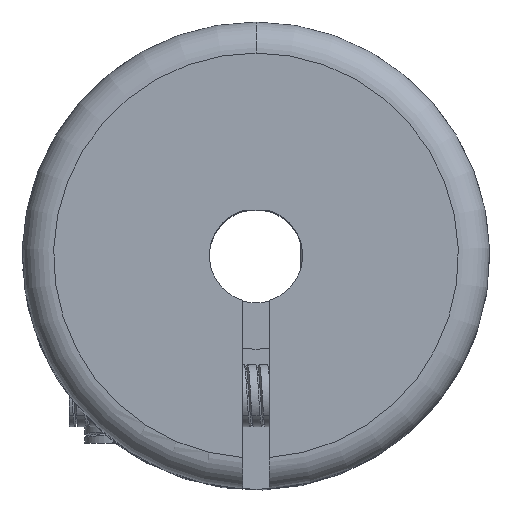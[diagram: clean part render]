
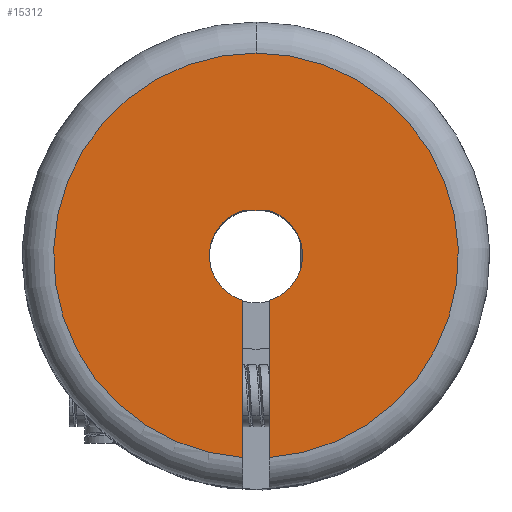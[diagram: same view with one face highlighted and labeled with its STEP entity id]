
A CAD part, top view. The second image highlights one B-rep face of the part: STEP entity #15312.
In plain terms, the highlighted face is planar.
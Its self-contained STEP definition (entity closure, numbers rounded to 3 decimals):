
#253 = EDGE_CURVE ( 'NONE', #1539, #13195, #10855, .T. ) ;
#503 = ORIENTED_EDGE ( 'NONE', *, *, #11035, .T. ) ;
#1042 = VERTEX_POINT ( 'NONE', #9836 ) ;
#1133 = LINE ( 'NONE', #15134, #12786 ) ;
#1539 = VERTEX_POINT ( 'NONE', #2576 ) ;
#1757 = ORIENTED_EDGE ( 'NONE', *, *, #8940, .T. ) ;
#2031 = VECTOR ( 'NONE', #17269, 1000. ) ;
#2165 = AXIS2_PLACEMENT_3D ( 'NONE', #17138, #15532, #5579 ) ;
#2576 = CARTESIAN_POINT ( 'NONE',  ( -12.972, -0.85, 0. ) ) ;
#2934 = ORIENTED_EDGE ( 'NONE', *, *, #21311, .T. ) ;
#3896 = PLANE ( 'NONE',  #2165 ) ;
#4024 = CARTESIAN_POINT ( 'NONE',  ( 0., 0., 0. ) ) ;
#4067 = CARTESIAN_POINT ( 'NONE',  ( -2.877, 0.85, 0. ) ) ;
#4896 = DIRECTION ( 'NONE',  ( 0., 1., 0. ) ) ;
#5122 = AXIS2_PLACEMENT_3D ( 'NONE', #7903, #19521, #9568 ) ;
#5567 = VECTOR ( 'NONE', #6859, 1000. ) ;
#5579 = DIRECTION ( 'NONE',  ( 1., 0., 0. ) ) ;
#5654 = CARTESIAN_POINT ( 'NONE',  ( 0., 0., 0. ) ) ;
#5675 = DIRECTION ( 'NONE',  ( 1., 0., 0. ) ) ;
#5764 = EDGE_CURVE ( 'NONE', #1042, #17027, #19650, .T. ) ;
#5981 = CIRCLE ( 'NONE', #5122, 13. ) ;
#6792 = CIRCLE ( 'NONE', #17712, 13. ) ;
#6859 = DIRECTION ( 'NONE',  ( -1., 0., 0. ) ) ;
#7332 = DIRECTION ( 'NONE',  ( 1., 0., 0. ) ) ;
#7333 = CARTESIAN_POINT ( 'NONE',  ( 2.877, -0.85, 0. ) ) ;
#7903 = CARTESIAN_POINT ( 'NONE',  ( 0., 0., 0. ) ) ;
#8574 = DIRECTION ( 'NONE',  ( 0., 0., -1. ) ) ;
#8940 = EDGE_CURVE ( 'NONE', #21260, #9653, #6792, .T. ) ;
#9413 = ORIENTED_EDGE ( 'NONE', *, *, #5764, .T. ) ;
#9431 = CARTESIAN_POINT ( 'NONE',  ( -12.972, 0.85, 0. ) ) ;
#9568 = DIRECTION ( 'NONE',  ( 1., 0., 0. ) ) ;
#9653 = VERTEX_POINT ( 'NONE', #10430 ) ;
#9836 = CARTESIAN_POINT ( 'NONE',  ( 2.877, 0.85, 0. ) ) ;
#9845 = EDGE_LOOP ( 'NONE', ( #10714, #1757, #2934, #16210, #503, #15032, #9413 ) ) ;
#9985 = LINE ( 'NONE', #18480, #5567 ) ;
#10430 = CARTESIAN_POINT ( 'NONE',  ( 13., 0., 0. ) ) ;
#10714 = ORIENTED_EDGE ( 'NONE', *, *, #17731, .T. ) ;
#10855 = LINE ( 'NONE', #18921, #2031 ) ;
#11035 = EDGE_CURVE ( 'NONE', #13195, #18521, #18702, .T. ) ;
#11054 = AXIS2_PLACEMENT_3D ( 'NONE', #4024, #15640, #5675 ) ;
#11237 = FACE_OUTER_BOUND ( 'NONE', #9845, .T. ) ;
#12076 = AXIS2_PLACEMENT_3D ( 'NONE', #5654, #17304, #7332 ) ;
#12786 = VECTOR ( 'NONE', #4896, 1000. ) ;
#13195 = VERTEX_POINT ( 'NONE', #14431 ) ;
#14431 = CARTESIAN_POINT ( 'NONE',  ( -2.877, -0.85, 0. ) ) ;
#15032 = ORIENTED_EDGE ( 'NONE', *, *, #19950, .T. ) ;
#15134 = CARTESIAN_POINT ( 'NONE',  ( 2.877, 0.85, 0. ) ) ;
#15312 = ADVANCED_FACE ( 'NONE', ( #11237 ), #3896, .F. ) ;
#15532 = DIRECTION ( 'NONE',  ( 0., 0., 1. ) ) ;
#15640 = DIRECTION ( 'NONE',  ( 0., 0., 1. ) ) ;
#16210 = ORIENTED_EDGE ( 'NONE', *, *, #253, .T. ) ;
#17027 = VERTEX_POINT ( 'NONE', #4067 ) ;
#17138 = CARTESIAN_POINT ( 'NONE',  ( 0., 0., 0. ) ) ;
#17269 = DIRECTION ( 'NONE',  ( 1., 0., 0. ) ) ;
#17304 = DIRECTION ( 'NONE',  ( 0., 0., 1. ) ) ;
#17712 = AXIS2_PLACEMENT_3D ( 'NONE', #18547, #8574, #20199 ) ;
#17731 = EDGE_CURVE ( 'NONE', #17027, #21260, #9985, .T. ) ;
#18480 = CARTESIAN_POINT ( 'NONE',  ( -17.842, 0.85, 0. ) ) ;
#18521 = VERTEX_POINT ( 'NONE', #7333 ) ;
#18547 = CARTESIAN_POINT ( 'NONE',  ( 0., 0., 0. ) ) ;
#18702 = CIRCLE ( 'NONE', #11054, 3. ) ;
#18921 = CARTESIAN_POINT ( 'NONE',  ( -17.842, -0.85, 0. ) ) ;
#19521 = DIRECTION ( 'NONE',  ( 0., 0., -1. ) ) ;
#19650 = CIRCLE ( 'NONE', #12076, 3. ) ;
#19950 = EDGE_CURVE ( 'NONE', #18521, #1042, #1133, .T. ) ;
#20199 = DIRECTION ( 'NONE',  ( 1., 0., 0. ) ) ;
#21260 = VERTEX_POINT ( 'NONE', #9431 ) ;
#21311 = EDGE_CURVE ( 'NONE', #9653, #1539, #5981, .T. ) ;
